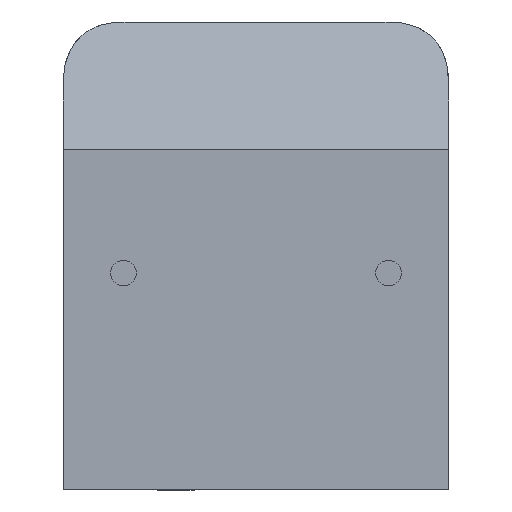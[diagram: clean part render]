
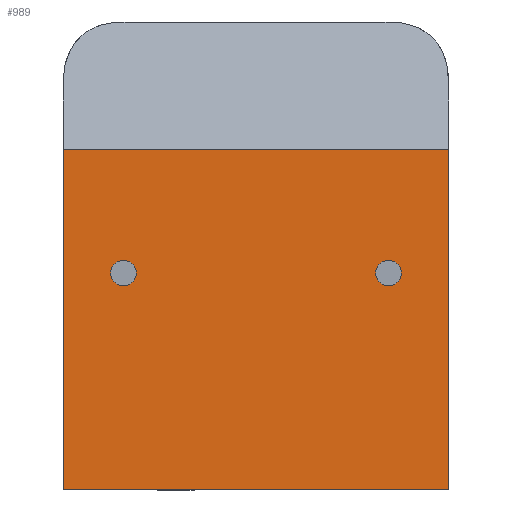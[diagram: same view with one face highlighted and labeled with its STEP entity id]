
A CAD part, front view. The second image highlights one B-rep face of the part: STEP entity #989.
In plain terms, the highlighted free-form (B-spline) face has degree [1, 1] with [2, 2] control points.
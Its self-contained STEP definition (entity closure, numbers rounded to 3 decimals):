
#44=LINE('',#1556,#100);
#48=LINE('',#2626,#104);
#75=LINE('',#2820,#131);
#82=LINE('',#2839,#138);
#100=VECTOR('',#1158,1000.);
#104=VECTOR('',#1168,1000.);
#131=VECTOR('',#1229,1000.);
#138=VECTOR('',#1242,1000.);
#164=B_SPLINE_SURFACE_WITH_KNOTS('',1,1,((#2835,#2836),(#2837,#2838)),
 .PLANE_SURF.,.F.,.F.,.F.,(2,2),(2,2),(0.,1.),(0.,1.),.UNSPECIFIED.);
#375=ORIENTED_EDGE('',*,*,#614,.T.);
#376=ORIENTED_EDGE('',*,*,#624,.F.);
#377=ORIENTED_EDGE('',*,*,#568,.F.);
#378=ORIENTED_EDGE('',*,*,#545,.F.);
#379=ORIENTED_EDGE('',*,*,#625,.T.);
#380=ORIENTED_EDGE('',*,*,#534,.T.);
#381=ORIENTED_EDGE('',*,*,#626,.T.);
#382=ORIENTED_EDGE('',*,*,#531,.T.);
#531=EDGE_CURVE('',#671,#672,#772,.T.);
#534=EDGE_CURVE('',#673,#674,#773,.T.);
#545=EDGE_CURVE('',#683,#684,#44,.T.);
#568=EDGE_CURVE('',#684,#706,#48,.T.);
#614=EDGE_CURVE('',#683,#739,#75,.T.);
#624=EDGE_CURVE('',#706,#739,#82,.T.);
#625=EDGE_CURVE('',#674,#673,#797,.T.);
#626=EDGE_CURVE('',#672,#671,#798,.T.);
#671=VERTEX_POINT('',#1452);
#672=VERTEX_POINT('',#1454);
#673=VERTEX_POINT('',#1465);
#674=VERTEX_POINT('',#1467);
#683=VERTEX_POINT('',#1555);
#684=VERTEX_POINT('',#1557);
#706=VERTEX_POINT('',#2627);
#739=VERTEX_POINT('',#2819);
#772=CIRCLE('',#1052,1.5);
#773=CIRCLE('',#1053,1.5);
#797=CIRCLE('',#1077,1.5);
#798=CIRCLE('',#1078,1.5);
#839=EDGE_LOOP('',(#375,#376,#377,#378));
#840=EDGE_LOOP('',(#379,#380));
#841=EDGE_LOOP('',(#381,#382));
#902=FACE_BOUND('',#839,.T.);
#903=FACE_BOUND('',#840,.T.);
#904=FACE_BOUND('',#841,.T.);
#989=ADVANCED_FACE('',(#902,#903,#904),#164,.T.);
#1052=AXIS2_PLACEMENT_3D('',#1455,#1146,#1147);
#1053=AXIS2_PLACEMENT_3D('',#1468,#1150,#1151);
#1077=AXIS2_PLACEMENT_3D('',#2840,#1243,#1244);
#1078=AXIS2_PLACEMENT_3D('',#2841,#1245,#1246);
#1146=DIRECTION('',(0.,1.,0.));
#1147=DIRECTION('',(0.,0.,-1.));
#1150=DIRECTION('',(0.,1.,0.));
#1151=DIRECTION('',(0.,0.,-1.));
#1158=DIRECTION('',(1.,0.,0.));
#1168=DIRECTION('',(0.,0.,-1.));
#1229=DIRECTION('',(0.,0.,-1.));
#1242=DIRECTION('',(-1.,0.,0.));
#1243=DIRECTION('',(0.,1.,0.));
#1244=DIRECTION('',(0.,0.,-1.));
#1245=DIRECTION('',(0.,1.,0.));
#1246=DIRECTION('',(0.,0.,-1.));
#1452=CARTESIAN_POINT('',(15.579,0.,6.625));
#1454=CARTESIAN_POINT('',(15.579,0.,3.625));
#1455=CARTESIAN_POINT('',(15.579,0.,5.125));
#1465=CARTESIAN_POINT('',(-15.579,0.,6.625));
#1467=CARTESIAN_POINT('',(-15.579,0.,3.625));
#1468=CARTESIAN_POINT('',(-15.579,0.,5.125));
#1555=CARTESIAN_POINT('',(-22.65,0.,19.625));
#1556=CARTESIAN_POINT('',(8.635,0.,19.625));
#1557=CARTESIAN_POINT('',(22.65,0.,19.625));
#2626=CARTESIAN_POINT('',(22.65,0.,15.125));
#2627=CARTESIAN_POINT('',(22.65,0.,-20.375));
#2819=CARTESIAN_POINT('',(-22.65,0.,-20.375));
#2820=CARTESIAN_POINT('',(-22.65,0.,15.125));
#2835=CARTESIAN_POINT('',(-24.915,0.,21.625));
#2836=CARTESIAN_POINT('',(24.915,0.,21.625));
#2837=CARTESIAN_POINT('',(-24.915,0.,-22.375));
#2838=CARTESIAN_POINT('',(24.915,0.,-22.375));
#2839=CARTESIAN_POINT('',(8.635,0.,-20.375));
#2840=CARTESIAN_POINT('',(-15.579,0.,5.125));
#2841=CARTESIAN_POINT('',(15.579,0.,5.125));
